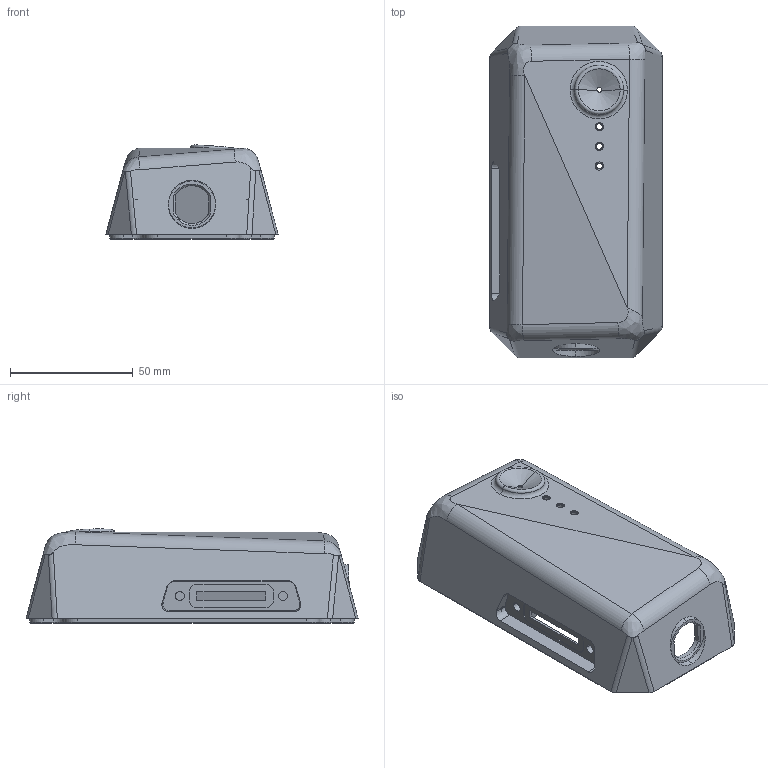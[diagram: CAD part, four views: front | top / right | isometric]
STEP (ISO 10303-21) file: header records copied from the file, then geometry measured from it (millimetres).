
FILE_DESCRIPTION(('STEP AP214'),'1');
FILE_NAME('PL_enclosure-lid-v1.0.stp','2021-03-04T07:54:49',(' '),(' '),'Spatial InterOp 3D',' ',' ');
FILE_SCHEMA(('AUTOMOTIVE_DESIGN { 1 0 10303 214 1 1 1 1 }'));
Length unit declared in the file: metre
Products named in the file (1): Solid
Bounding box: 70 x 135 x 38.27 mm (x, y, z)
Volume: 62454.8 mm3; surface area: 41874.5 mm2
Topology: 1 solids, 1 shells, 525 faces, 1318 edges, 844 vertices
Faces by surface type: plane 154, cylinder 109, extrusion 92, bspline 72, cone 70, torus 28
Entity records: 26316 total; most frequent: CARTESIAN_POINT 9884, ORIENTED_EDGE 2636, DIRECTION 2281, EDGE_CURVE 1318, VERTEX_POINT 844, AXIS2_PLACEMENT_3D 791, VECTOR 699, LINE 607
